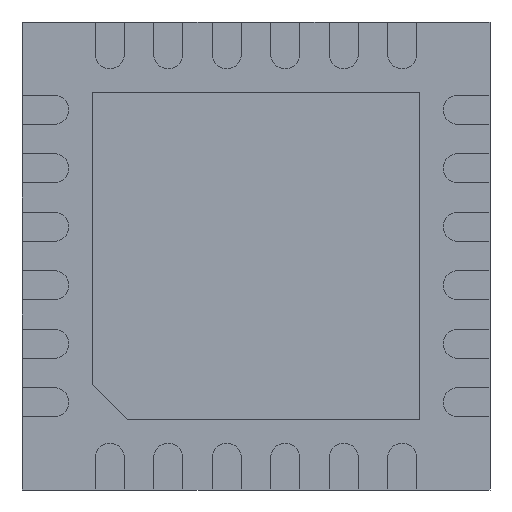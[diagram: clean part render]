
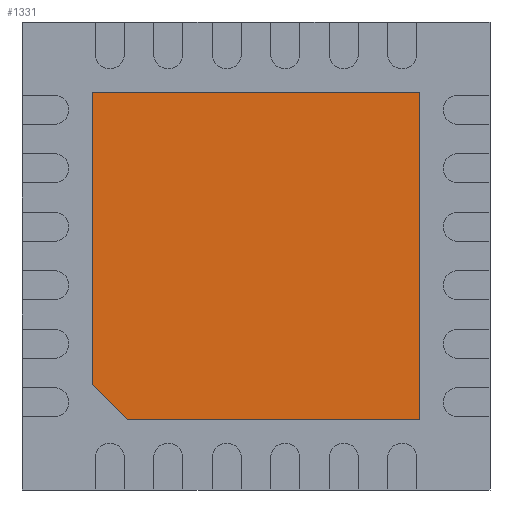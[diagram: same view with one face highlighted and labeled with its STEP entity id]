
A CAD part, front view. The second image highlights one B-rep face of the part: STEP entity #1331.
In plain terms, the highlighted planar face has unit normal (0, -1, 0).
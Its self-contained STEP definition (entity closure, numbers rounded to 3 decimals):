
#199 = CARTESIAN_POINT ( 'NONE',  ( 0., -0.05, 0. ) ) ;
#447 = CARTESIAN_POINT ( 'NONE',  ( 1.4, -0.05, -1.4 ) ) ;
#567 = EDGE_CURVE ( 'NONE', #6302, #1678, #6647, .T. ) ;
#814 = CARTESIAN_POINT ( 'NONE',  ( 1.4, -0.05, -1.4 ) ) ;
#974 = CARTESIAN_POINT ( 'NONE',  ( -1.4, -0.05, 1.4 ) ) ;
#1040 = EDGE_CURVE ( 'NONE', #2867, #3440, #7012, .T. ) ;
#1116 = VECTOR ( 'NONE', #6344, 1000. ) ;
#1153 = DIRECTION ( 'NONE',  ( 0., 0., 1. ) ) ;
#1331 = ADVANCED_FACE ( 'NONE', ( #6587 ), #4041, .F. ) ;
#1450 = ORIENTED_EDGE ( 'NONE', *, *, #5550, .F. ) ;
#1532 = DIRECTION ( 'NONE',  ( 1., 0., 0. ) ) ;
#1678 = VERTEX_POINT ( 'NONE', #974 ) ;
#2184 = AXIS2_PLACEMENT_3D ( 'NONE', #199, #6585, #2729 ) ;
#2309 = VECTOR ( 'NONE', #1532, 1000. ) ;
#2450 = EDGE_CURVE ( 'NONE', #1678, #2867, #6539, .T. ) ;
#2458 = CARTESIAN_POINT ( 'NONE',  ( -1.1, -0.05, -1.4 ) ) ;
#2554 = VECTOR ( 'NONE', #3037, 1000. ) ;
#2729 = DIRECTION ( 'NONE',  ( 0., 0., 1. ) ) ;
#2837 = LINE ( 'NONE', #2458, #1116 ) ;
#2867 = VERTEX_POINT ( 'NONE', #4770 ) ;
#3037 = DIRECTION ( 'NONE',  ( 0., 0., -1. ) ) ;
#3440 = VERTEX_POINT ( 'NONE', #6626 ) ;
#3724 = VECTOR ( 'NONE', #5860, 1000. ) ;
#3786 = CARTESIAN_POINT ( 'NONE',  ( -1.4, -0.05, -1.1 ) ) ;
#3908 = VECTOR ( 'NONE', #1153, 1000. ) ;
#4041 = PLANE ( 'NONE',  #2184 ) ;
#4179 = CARTESIAN_POINT ( 'NONE',  ( -1.1, -0.05, -1.4 ) ) ;
#4690 = ORIENTED_EDGE ( 'NONE', *, *, #4772, .F. ) ;
#4770 = CARTESIAN_POINT ( 'NONE',  ( 1.4, -0.05, 1.4 ) ) ;
#4772 = EDGE_CURVE ( 'NONE', #3440, #6580, #7184, .T. ) ;
#5550 = EDGE_CURVE ( 'NONE', #6580, #6302, #2837, .T. ) ;
#5860 = DIRECTION ( 'NONE',  ( -1., 0., 0. ) ) ;
#6302 = VERTEX_POINT ( 'NONE', #3786 ) ;
#6344 = DIRECTION ( 'NONE',  ( -0.707, 0., 0.707 ) ) ;
#6539 = LINE ( 'NONE', #7390, #2309 ) ;
#6580 = VERTEX_POINT ( 'NONE', #4179 ) ;
#6585 = DIRECTION ( 'NONE',  ( 0., 1., 0. ) ) ;
#6587 = FACE_OUTER_BOUND ( 'NONE', #6882, .T. ) ;
#6626 = CARTESIAN_POINT ( 'NONE',  ( 1.4, -0.05, -1.4 ) ) ;
#6647 = LINE ( 'NONE', #7608, #3908 ) ;
#6882 = EDGE_LOOP ( 'NONE', ( #7419, #7838, #7337, #1450, #4690 ) ) ;
#7012 = LINE ( 'NONE', #447, #2554 ) ;
#7184 = LINE ( 'NONE', #814, #3724 ) ;
#7337 = ORIENTED_EDGE ( 'NONE', *, *, #567, .F. ) ;
#7390 = CARTESIAN_POINT ( 'NONE',  ( 1.4, -0.05, 1.4 ) ) ;
#7419 = ORIENTED_EDGE ( 'NONE', *, *, #1040, .F. ) ;
#7608 = CARTESIAN_POINT ( 'NONE',  ( -1.4, -0.05, -1.1 ) ) ;
#7838 = ORIENTED_EDGE ( 'NONE', *, *, #2450, .F. ) ;
